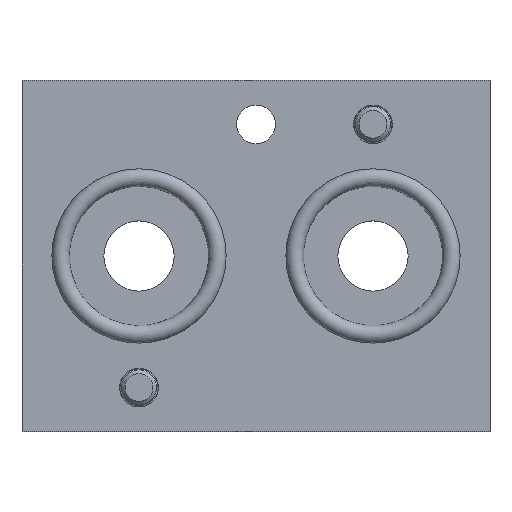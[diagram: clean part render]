
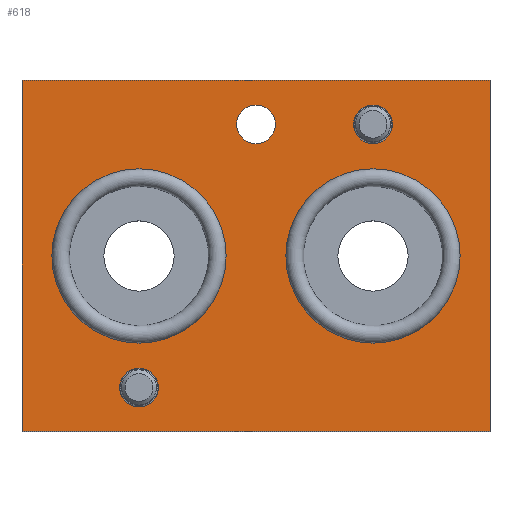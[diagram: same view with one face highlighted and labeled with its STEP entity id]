
A CAD part, top view. The second image highlights one B-rep face of the part: STEP entity #618.
In plain terms, the highlighted planar face has unit normal (0, 0, 1).
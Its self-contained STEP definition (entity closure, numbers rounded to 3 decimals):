
#77=CIRCLE('',#873,14.9);
#78=CIRCLE('',#874,14.9);
#79=CIRCLE('',#875,3.3);
#80=CIRCLE('',#876,3.3);
#81=CIRCLE('',#877,3.3);
#128=ORIENTED_EDGE('',*,*,#259,.T.);
#129=ORIENTED_EDGE('',*,*,#265,.T.);
#130=ORIENTED_EDGE('',*,*,#263,.T.);
#131=ORIENTED_EDGE('',*,*,#261,.T.);
#132=ORIENTED_EDGE('',*,*,#266,.T.);
#133=ORIENTED_EDGE('',*,*,#267,.T.);
#134=ORIENTED_EDGE('',*,*,#268,.T.);
#135=ORIENTED_EDGE('',*,*,#269,.T.);
#136=ORIENTED_EDGE('',*,*,#270,.T.);
#259=EDGE_CURVE('',#332,#331,#385,.T.);
#261=EDGE_CURVE('',#333,#332,#387,.T.);
#263=EDGE_CURVE('',#334,#333,#389,.T.);
#265=EDGE_CURVE('',#331,#334,#391,.T.);
#266=EDGE_CURVE('',#335,#335,#77,.T.);
#267=EDGE_CURVE('',#336,#336,#78,.T.);
#268=EDGE_CURVE('',#337,#337,#79,.T.);
#269=EDGE_CURVE('',#338,#338,#80,.T.);
#270=EDGE_CURVE('',#339,#339,#81,.T.);
#331=VERTEX_POINT('',#1153);
#332=VERTEX_POINT('',#1155);
#333=VERTEX_POINT('',#1159);
#334=VERTEX_POINT('',#1163);
#335=VERTEX_POINT('',#1169);
#336=VERTEX_POINT('',#1171);
#337=VERTEX_POINT('',#1173);
#338=VERTEX_POINT('',#1175);
#339=VERTEX_POINT('',#1177);
#385=LINE('',#1154,#421);
#387=LINE('',#1158,#423);
#389=LINE('',#1162,#425);
#391=LINE('',#1166,#427);
#421=VECTOR('',#960,1000.);
#423=VECTOR('',#964,1000.);
#425=VECTOR('',#968,1000.);
#427=VECTOR('',#972,1000.);
#462=EDGE_LOOP('',(#128,#129,#130,#131));
#463=EDGE_LOOP('',(#132));
#464=EDGE_LOOP('',(#133));
#465=EDGE_LOOP('',(#134));
#466=EDGE_LOOP('',(#135));
#467=EDGE_LOOP('',(#136));
#532=FACE_BOUND('',#462,.T.);
#533=FACE_BOUND('',#463,.T.);
#534=FACE_BOUND('',#464,.T.);
#535=FACE_BOUND('',#465,.T.);
#536=FACE_BOUND('',#466,.T.);
#537=FACE_BOUND('',#467,.T.);
#598=PLANE('',#872);
#618=ADVANCED_FACE('',(#532,#533,#534,#535,#536,#537),#598,.T.);
#872=AXIS2_PLACEMENT_3D('',#1167,#973,#974);
#873=AXIS2_PLACEMENT_3D('',#1168,#975,#976);
#874=AXIS2_PLACEMENT_3D('',#1170,#977,#978);
#875=AXIS2_PLACEMENT_3D('',#1172,#979,#980);
#876=AXIS2_PLACEMENT_3D('',#1174,#981,#982);
#877=AXIS2_PLACEMENT_3D('',#1176,#983,#984);
#960=DIRECTION('',(0.,-1.,0.));
#964=DIRECTION('',(-1.,0.,0.));
#968=DIRECTION('',(0.,1.,0.));
#972=DIRECTION('',(1.,0.,0.));
#973=DIRECTION('',(0.,0.,1.));
#974=DIRECTION('',(1.,0.,0.));
#975=DIRECTION('',(0.,0.,-1.));
#976=DIRECTION('',(-1.,0.,0.));
#977=DIRECTION('',(0.,0.,-1.));
#978=DIRECTION('',(-1.,0.,0.));
#979=DIRECTION('',(0.,0.,-1.));
#980=DIRECTION('',(-1.,0.,0.));
#981=DIRECTION('',(0.,0.,-1.));
#982=DIRECTION('',(-1.,0.,0.));
#983=DIRECTION('',(0.,0.,-1.));
#984=DIRECTION('',(-1.,0.,0.));
#1153=CARTESIAN_POINT('',(-17.,-42.,5.));
#1154=CARTESIAN_POINT('',(-17.,18.,5.));
#1155=CARTESIAN_POINT('',(-17.,18.,5.));
#1158=CARTESIAN_POINT('',(63.,18.,5.));
#1159=CARTESIAN_POINT('',(63.,18.,5.));
#1162=CARTESIAN_POINT('',(63.,-42.,5.));
#1163=CARTESIAN_POINT('',(63.,-42.,5.));
#1166=CARTESIAN_POINT('',(-17.,-42.,5.));
#1167=CARTESIAN_POINT('',(-17.,-42.,5.));
#1168=CARTESIAN_POINT('',(43.,-12.,5.));
#1169=CARTESIAN_POINT('',(28.1,-12.,5.));
#1170=CARTESIAN_POINT('',(3.,-12.,5.));
#1171=CARTESIAN_POINT('',(-11.9,-12.,5.));
#1172=CARTESIAN_POINT('',(43.,10.5,5.));
#1173=CARTESIAN_POINT('',(39.7,10.5,5.));
#1174=CARTESIAN_POINT('',(3.,-34.5,5.));
#1175=CARTESIAN_POINT('',(-0.3,-34.5,5.));
#1176=CARTESIAN_POINT('',(23.,10.5,5.));
#1177=CARTESIAN_POINT('',(19.7,10.5,5.));
